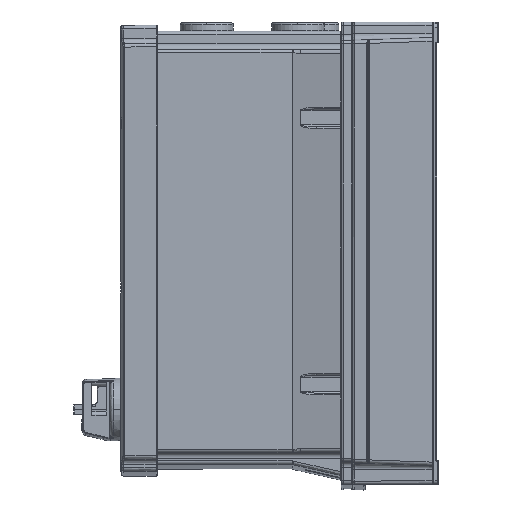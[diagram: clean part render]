
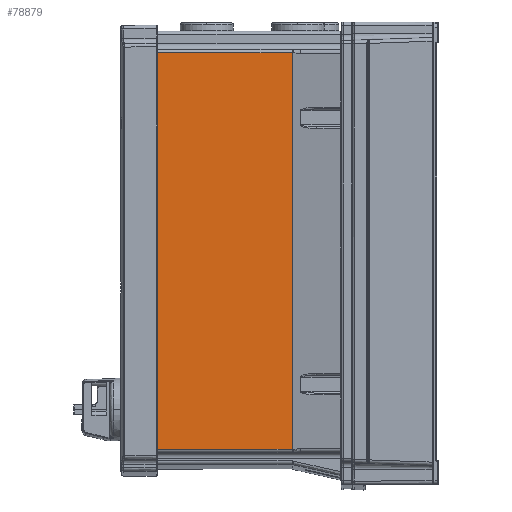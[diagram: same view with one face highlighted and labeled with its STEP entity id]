
A CAD part, left-side view. The second image highlights one B-rep face of the part: STEP entity #78879.
In plain terms, the highlighted planar face has unit normal (-1, 0, 0).
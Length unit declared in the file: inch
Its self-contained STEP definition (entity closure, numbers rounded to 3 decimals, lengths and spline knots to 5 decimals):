
#1818 = AXIS2_PLACEMENT_3D ( 'NONE', #90762, #100810, #50799 ) ;
#1844 = EDGE_CURVE ( 'NONE', #10628, #91921, #89813, .T. ) ;
#4832 = LINE ( 'NONE', #64531, #107627 ) ;
#6831 = DIRECTION ( 'NONE',  ( 0., 0., 1. ) ) ;
#7166 = DIRECTION ( 'NONE',  ( 0., -1., 0. ) ) ;
#7299 = VECTOR ( 'NONE', #7166, 39.37008 ) ;
#9426 = CARTESIAN_POINT ( 'NONE',  ( -3.0315, 4.9252, -2.13189 ) ) ;
#10516 = CARTESIAN_POINT ( 'NONE',  ( -3.0315, 1.5748, 3.12402 ) ) ;
#10628 = VERTEX_POINT ( 'NONE', #32733 ) ;
#10656 = EDGE_CURVE ( 'NONE', #91921, #79045, #41344, .T. ) ;
#11227 = ORIENTED_EDGE ( 'NONE', *, *, #122766, .F. ) ;
#14923 = DIRECTION ( 'NONE',  ( 0., 0., 1. ) ) ;
#18938 = DIRECTION ( 'NONE',  ( 0., 1., 0. ) ) ;
#19694 = EDGE_CURVE ( 'NONE', #27133, #99688, #80436, .T. ) ;
#22681 = CARTESIAN_POINT ( 'NONE',  ( -3.0315, 5.11024, 2.41535 ) ) ;
#23580 = CARTESIAN_POINT ( 'NONE',  ( -3.0315, 5.11024, -2.27092 ) ) ;
#23719 = CARTESIAN_POINT ( 'NONE',  ( -3.0315, 5.11024, 3.12402 ) ) ;
#24944 = CARTESIAN_POINT ( 'NONE',  ( -3.0315, 5.11024, -0.41929 ) ) ;
#26814 = DIRECTION ( 'NONE',  ( 0., -1., 0. ) ) ;
#27063 = EDGE_CURVE ( 'NONE', #87016, #38408, #126179, .T. ) ;
#27133 = VERTEX_POINT ( 'NONE', #22681 ) ;
#31387 = DIRECTION ( 'NONE',  ( 0., 1., 0. ) ) ;
#32733 = CARTESIAN_POINT ( 'NONE',  ( -3.0315, 5.11024, -1.12795 ) ) ;
#32744 = VECTOR ( 'NONE', #56706, 39.37008 ) ;
#33708 = EDGE_CURVE ( 'NONE', #71944, #27133, #53287, .T. ) ;
#34825 = EDGE_CURVE ( 'NONE', #52109, #104831, #4832, .T. ) ;
#34868 = LINE ( 'NONE', #62766, #86230 ) ;
#36546 = CARTESIAN_POINT ( 'NONE',  ( -3.0315, 4.94488, -1.12795 ) ) ;
#36834 = CARTESIAN_POINT ( 'NONE',  ( -3.0315, 5.11024, -2.13189 ) ) ;
#36956 = VECTOR ( 'NONE', #26814, 39.37008 ) ;
#38361 = ORIENTED_EDGE ( 'NONE', *, *, #61796, .F. ) ;
#38408 = VERTEX_POINT ( 'NONE', #9426 ) ;
#38995 = LINE ( 'NONE', #76301, #32744 ) ;
#41105 = EDGE_CURVE ( 'NONE', #79045, #71944, #103347, .T. ) ;
#41344 = LINE ( 'NONE', #46854, #100520 ) ;
#41371 = ORIENTED_EDGE ( 'NONE', *, *, #27063, .F. ) ;
#46512 = CARTESIAN_POINT ( 'NONE',  ( -3.0315, 4.94488, 3.12402 ) ) ;
#46854 = CARTESIAN_POINT ( 'NONE',  ( -3.0315, 4.94488, -6.03819 ) ) ;
#46955 = CARTESIAN_POINT ( 'NONE',  ( -3.0315, 4.94488, -6.03819 ) ) ;
#47480 = ORIENTED_EDGE ( 'NONE', *, *, #41105, .F. ) ;
#50195 = VECTOR ( 'NONE', #105822, 39.37008 ) ;
#50799 = DIRECTION ( 'NONE',  ( 0., 0., -1. ) ) ;
#51660 = VECTOR ( 'NONE', #112831, 39.37008 ) ;
#52109 = VERTEX_POINT ( 'NONE', #23719 ) ;
#52143 = EDGE_LOOP ( 'NONE', ( #63159, #94010, #11227, #41371, #75281, #96154, #78781, #117539, #38361, #121978, #122457, #55440, #47480, #95015 ) ) ;
#53287 = LINE ( 'NONE', #23580, #50195 ) ;
#55440 = ORIENTED_EDGE ( 'NONE', *, *, #33708, .F. ) ;
#55588 = CARTESIAN_POINT ( 'NONE',  ( -3.0315, 4.9252, -4.26185 ) ) ;
#56648 = CARTESIAN_POINT ( 'NONE',  ( -3.0315, 4.94488, 2.41535 ) ) ;
#56706 = DIRECTION ( 'NONE',  ( 0., 1., 0. ) ) ;
#61796 = EDGE_CURVE ( 'NONE', #117698, #52109, #81917, .T. ) ;
#62766 = CARTESIAN_POINT ( 'NONE',  ( -3.0315, 11.52151, -2.13189 ) ) ;
#63159 = ORIENTED_EDGE ( 'NONE', *, *, #1844, .F. ) ;
#64531 = CARTESIAN_POINT ( 'NONE',  ( -3.0315, 5.11024, -2.27092 ) ) ;
#71944 = VERTEX_POINT ( 'NONE', #24944 ) ;
#72766 = CARTESIAN_POINT ( 'NONE',  ( -3.0315, 1.58351, 4.28941 ) ) ;
#73247 = DIRECTION ( 'NONE',  ( 0., 0., 1. ) ) ;
#73557 = LINE ( 'NONE', #85980, #95276 ) ;
#74852 = CARTESIAN_POINT ( 'NONE',  ( -3.0315, 5.11024, 4.28941 ) ) ;
#75018 = LINE ( 'NONE', #72766, #51660 ) ;
#75281 = ORIENTED_EDGE ( 'NONE', *, *, #88138, .F. ) ;
#76301 = CARTESIAN_POINT ( 'NONE',  ( -3.0315, 1.5748, -4.26185 ) ) ;
#76417 = CARTESIAN_POINT ( 'NONE',  ( -3.0315, 1.5748, -1.12795 ) ) ;
#76953 = VECTOR ( 'NONE', #6831, 39.37008 ) ;
#78781 = ORIENTED_EDGE ( 'NONE', *, *, #78794, .F. ) ;
#78794 = EDGE_CURVE ( 'NONE', #104831, #97032, #73557, .T. ) ;
#78879 = ADVANCED_FACE ( 'NONE', ( #96891 ), #80802, .F. ) ;
#79045 = VERTEX_POINT ( 'NONE', #107313 ) ;
#80059 = LINE ( 'NONE', #97268, #76953 ) ;
#80436 = LINE ( 'NONE', #126895, #7299 ) ;
#80802 = PLANE ( 'NONE',  #1818 ) ;
#80896 = EDGE_CURVE ( 'NONE', #85325, #10628, #80059, .T. ) ;
#81917 = LINE ( 'NONE', #10516, #103654 ) ;
#85325 = VERTEX_POINT ( 'NONE', #36834 ) ;
#85980 = CARTESIAN_POINT ( 'NONE',  ( -3.0315, 11.52151, 4.28941 ) ) ;
#85984 = DIRECTION ( 'NONE',  ( 0., 0., 1. ) ) ;
#86230 = VECTOR ( 'NONE', #120699, 39.37008 ) ;
#86491 = DIRECTION ( 'NONE',  ( 0., 0., 1. ) ) ;
#87016 = VERTEX_POINT ( 'NONE', #55588 ) ;
#88138 = EDGE_CURVE ( 'NONE', #93995, #87016, #38995, .T. ) ;
#89813 = LINE ( 'NONE', #76417, #36956 ) ;
#90762 = CARTESIAN_POINT ( 'NONE',  ( -3.0315, 1.5748, -6.03819 ) ) ;
#91921 = VERTEX_POINT ( 'NONE', #36546 ) ;
#93995 = VERTEX_POINT ( 'NONE', #122525 ) ;
#94010 = ORIENTED_EDGE ( 'NONE', *, *, #80896, .F. ) ;
#95015 = ORIENTED_EDGE ( 'NONE', *, *, #10656, .F. ) ;
#95276 = VECTOR ( 'NONE', #96015, 39.37008 ) ;
#96015 = DIRECTION ( 'NONE',  ( 0., -1., 0. ) ) ;
#96154 = ORIENTED_EDGE ( 'NONE', *, *, #114141, .F. ) ;
#96891 = FACE_OUTER_BOUND ( 'NONE', #52143, .T. ) ;
#97032 = VERTEX_POINT ( 'NONE', #122566 ) ;
#97268 = CARTESIAN_POINT ( 'NONE',  ( -3.0315, 5.11024, -2.27092 ) ) ;
#98071 = CARTESIAN_POINT ( 'NONE',  ( -3.0315, 1.5748, -0.41929 ) ) ;
#99613 = VECTOR ( 'NONE', #73247, 39.37008 ) ;
#99688 = VERTEX_POINT ( 'NONE', #56648 ) ;
#100520 = VECTOR ( 'NONE', #85984, 39.37008 ) ;
#100810 = DIRECTION ( 'NONE',  ( 1., 0., 0. ) ) ;
#103347 = LINE ( 'NONE', #98071, #106500 ) ;
#103654 = VECTOR ( 'NONE', #31387, 39.37008 ) ;
#104831 = VERTEX_POINT ( 'NONE', #74852 ) ;
#105822 = DIRECTION ( 'NONE',  ( 0., 0., 1. ) ) ;
#106500 = VECTOR ( 'NONE', #18938, 39.37008 ) ;
#107313 = CARTESIAN_POINT ( 'NONE',  ( -3.0315, 4.94488, -0.41929 ) ) ;
#107377 = LINE ( 'NONE', #46955, #116729 ) ;
#107627 = VECTOR ( 'NONE', #14923, 39.37008 ) ;
#112831 = DIRECTION ( 'NONE',  ( 0., 0., -1. ) ) ;
#112875 = CARTESIAN_POINT ( 'NONE',  ( -3.0315, 4.9252, 18.35424 ) ) ;
#114141 = EDGE_CURVE ( 'NONE', #97032, #93995, #75018, .T. ) ;
#116729 = VECTOR ( 'NONE', #86491, 39.37008 ) ;
#117539 = ORIENTED_EDGE ( 'NONE', *, *, #34825, .F. ) ;
#117588 = EDGE_CURVE ( 'NONE', #99688, #117698, #107377, .T. ) ;
#117698 = VERTEX_POINT ( 'NONE', #46512 ) ;
#120699 = DIRECTION ( 'NONE',  ( 0., 1., 0. ) ) ;
#121978 = ORIENTED_EDGE ( 'NONE', *, *, #117588, .F. ) ;
#122457 = ORIENTED_EDGE ( 'NONE', *, *, #19694, .F. ) ;
#122525 = CARTESIAN_POINT ( 'NONE',  ( -3.0315, 1.58351, -4.26185 ) ) ;
#122566 = CARTESIAN_POINT ( 'NONE',  ( -3.0315, 1.58351, 4.28941 ) ) ;
#122766 = EDGE_CURVE ( 'NONE', #38408, #85325, #34868, .T. ) ;
#126179 = LINE ( 'NONE', #112875, #99613 ) ;
#126895 = CARTESIAN_POINT ( 'NONE',  ( -3.0315, 1.5748, 2.41535 ) ) ;
